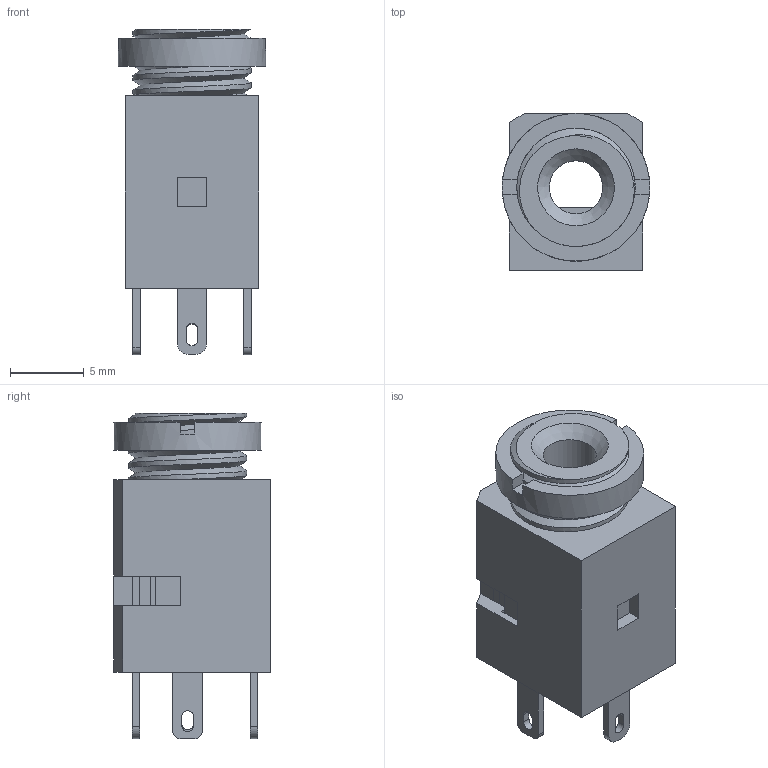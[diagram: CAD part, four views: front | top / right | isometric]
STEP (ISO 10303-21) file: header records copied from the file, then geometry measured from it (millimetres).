
FILE_DESCRIPTION(('FreeCAD Model'),'2;1');
FILE_NAME('PJ3410_Round_nut.step','2021-03-19T21:51:04',('Author'),(''), 'Open CASCADE STEP processor 7.3','FreeCAD','Unknown');
FILE_SCHEMA(('AUTOMOTIVE_DESIGN { 1 0 10303 214 1 1 1 1 }'));
Length unit declared in the file: millimetre
Products named in the file (6): Round_nut; R?; R; S; RN; Fusion
Bounding box: 10 x 10.6 x 22 mm (x, y, z)
Volume: 942.9 mm3; surface area: 2448.3 mm2
Topology: 6 solids, 6 shells, 201 faces, 524 edges, 328 vertices
Faces by surface type: plane 152, cylinder 35, bspline 13, cone 1
Full cylindrical faces by diameter (mm): 3.6 x3, 8 x4, 10 x1
Entity records: 16797 total; most frequent: CARTESIAN_POINT 6235, DIRECTION 1886, LINE 1322, VECTOR 1322, ORIENTED_EDGE 1048, PCURVE 1048, DEFINITIONAL_REPRESENTATION 1048, EDGE_CURVE 524
